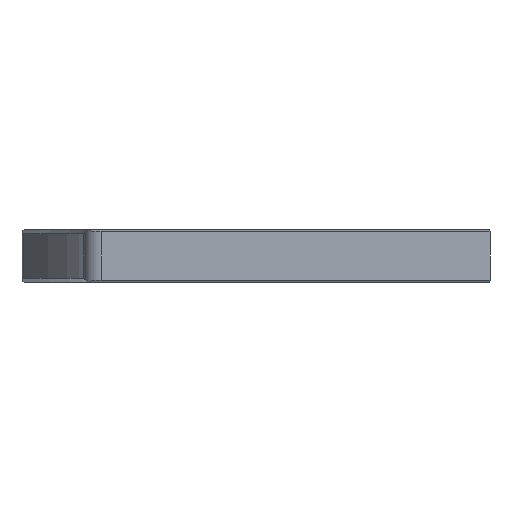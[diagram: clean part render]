
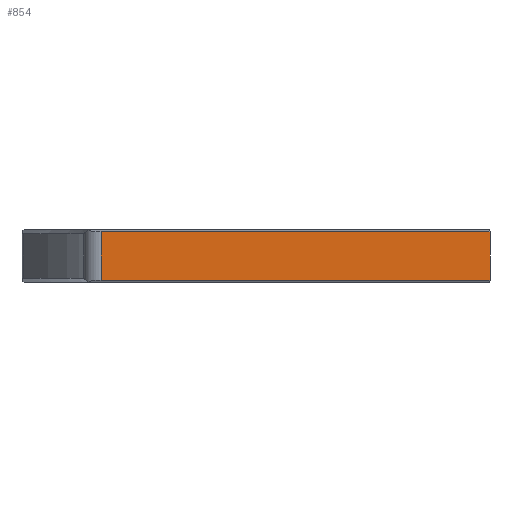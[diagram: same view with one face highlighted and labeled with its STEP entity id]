
A CAD part, front view. The second image highlights one B-rep face of the part: STEP entity #854.
In plain terms, the highlighted planar face has unit normal (0, -1, 0).
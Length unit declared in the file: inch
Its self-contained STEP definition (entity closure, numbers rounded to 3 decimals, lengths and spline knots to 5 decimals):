
#77 = ORIENTED_EDGE ( 'NONE', *, *, #722, .T. ) ;
#130 = CARTESIAN_POINT ( 'NONE',  ( 8.38, 0., -0.35787 ) ) ;
#146 = ORIENTED_EDGE ( 'NONE', *, *, #1238, .T. ) ;
#239 = DIRECTION ( 'NONE',  ( 0., 0., -1. ) ) ;
#303 = DIRECTION ( 'NONE',  ( 0., 0., -1. ) ) ;
#322 = DIRECTION ( 'NONE',  ( 1., 0., 0. ) ) ;
#529 = ORIENTED_EDGE ( 'NONE', *, *, #2248, .T. ) ;
#603 = VERTEX_POINT ( 'NONE', #690 ) ;
#690 = CARTESIAN_POINT ( 'NONE',  ( 5.62861, 0., -0.35787 ) ) ;
#722 = EDGE_CURVE ( 'NONE', #956, #1913, #1392, .T. ) ;
#849 = CARTESIAN_POINT ( 'NONE',  ( 8.38, 0., -0.01563 ) ) ;
#854 = ADVANCED_FACE ( 'NONE', ( #2038 ), #1994, .T. ) ;
#956 = VERTEX_POINT ( 'NONE', #130 ) ;
#1028 = VECTOR ( 'NONE', #1549, 39.37008 ) ;
#1238 = EDGE_CURVE ( 'NONE', #603, #956, #1670, .T. ) ;
#1392 = LINE ( 'NONE', #1584, #1028 ) ;
#1405 = VECTOR ( 'NONE', #303, 39.37008 ) ;
#1549 = DIRECTION ( 'NONE',  ( 0., 0., 1. ) ) ;
#1584 = CARTESIAN_POINT ( 'NONE',  ( 8.38, 0., -0.3735 ) ) ;
#1615 = CARTESIAN_POINT ( 'NONE',  ( 5.62861, 0., -0.01563 ) ) ;
#1639 = LINE ( 'NONE', #2064, #1405 ) ;
#1670 = LINE ( 'NONE', #2087, #1796 ) ;
#1694 = ORIENTED_EDGE ( 'NONE', *, *, #1847, .T. ) ;
#1695 = VECTOR ( 'NONE', #2018, 39.37008 ) ;
#1796 = VECTOR ( 'NONE', #322, 39.37008 ) ;
#1842 = DIRECTION ( 'NONE',  ( 0., -1., 0. ) ) ;
#1847 = EDGE_CURVE ( 'NONE', #1913, #2184, #2423, .T. ) ;
#1913 = VERTEX_POINT ( 'NONE', #849 ) ;
#1994 = PLANE ( 'NONE',  #2131 ) ;
#2018 = DIRECTION ( 'NONE',  ( -1., 0., 0. ) ) ;
#2038 = FACE_OUTER_BOUND ( 'NONE', #2521, .T. ) ;
#2064 = CARTESIAN_POINT ( 'NONE',  ( 5.62861, 0., -0.3425 ) ) ;
#2087 = CARTESIAN_POINT ( 'NONE',  ( 8.38, 0., -0.35787 ) ) ;
#2131 = AXIS2_PLACEMENT_3D ( 'NONE', #2216, #1842, #239 ) ;
#2184 = VERTEX_POINT ( 'NONE', #1615 ) ;
#2216 = CARTESIAN_POINT ( 'NONE',  ( 5.505, 0., -0.3735 ) ) ;
#2248 = EDGE_CURVE ( 'NONE', #2184, #603, #1639, .T. ) ;
#2389 = CARTESIAN_POINT ( 'NONE',  ( 5.505, 0., -0.01563 ) ) ;
#2423 = LINE ( 'NONE', #2389, #1695 ) ;
#2521 = EDGE_LOOP ( 'NONE', ( #1694, #529, #146, #77 ) ) ;
